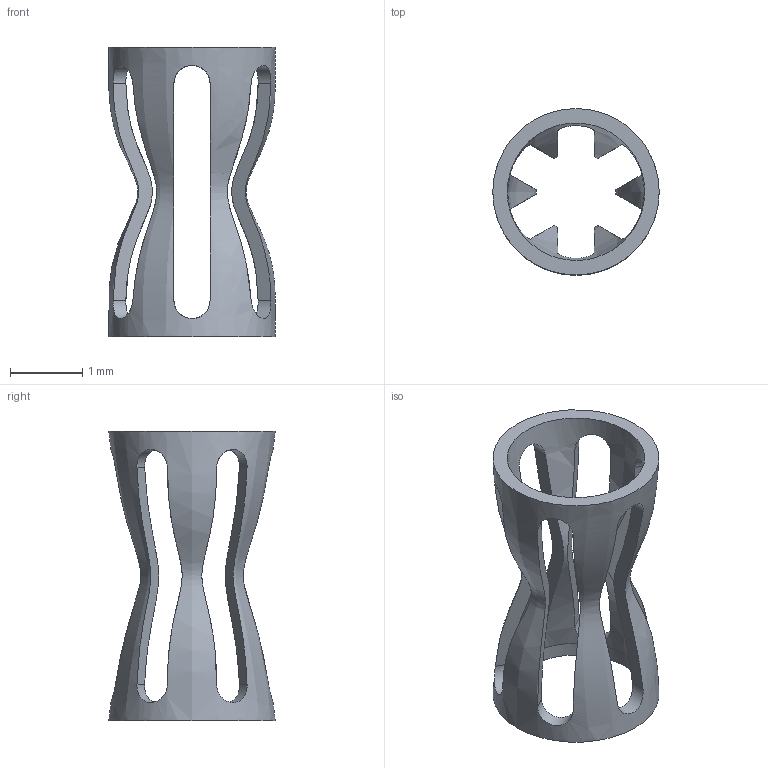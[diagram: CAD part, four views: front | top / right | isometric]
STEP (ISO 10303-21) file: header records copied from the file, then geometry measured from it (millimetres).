
FILE_DESCRIPTION(/* description */ (''),/* implementation_level */ '2;1');
FILE_NAME(/* name */ 'Crown spring connector_K16-4.step',/* time_stamp */ '2022-10-18T14:09:46+08:00',/* author */ (''),/* organization */ (''),/* preprocessor_version */ 'ST-DEVELOPER v19',/* originating_system */ 'Autodesk Translation Framework v11.7.0.108',/* authorisation */ '');
FILE_SCHEMA (('AUTOMOTIVE_DESIGN { 1 0 10303 214 3 1 1 }'));
Length unit declared in the file: millimetre
Products named in the file (1): Crown spring connector_K16-4
Bounding box: 2.3 x 2.3 x 4 mm (x, y, z)
Volume: 2.5 mm3; surface area: 37.4 mm2
Topology: 1 solids, 1 shells, 29 faces, 80 edges, 53 vertices
Faces by surface type: plane 14, cylinder 12, bspline 3
Entity records: 14194 total; most frequent: CARTESIAN_POINT 13503, ORIENTED_EDGE 160, DIRECTION 83, EDGE_CURVE 80, B_SPLINE_CURVE_WITH_KNOTS 53, VERTEX_POINT 53, EDGE_LOOP 43, FACE_OUTER_BOUND 29
